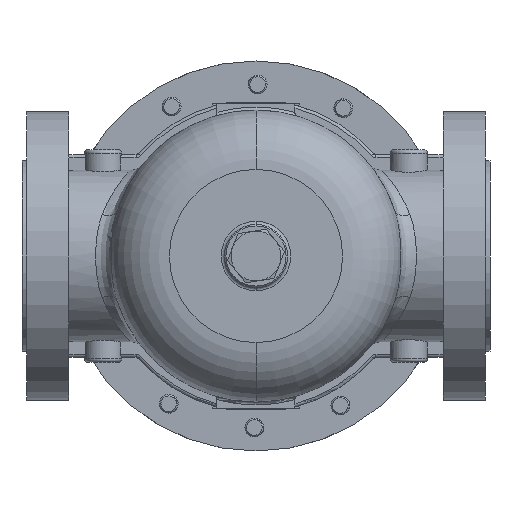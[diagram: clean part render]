
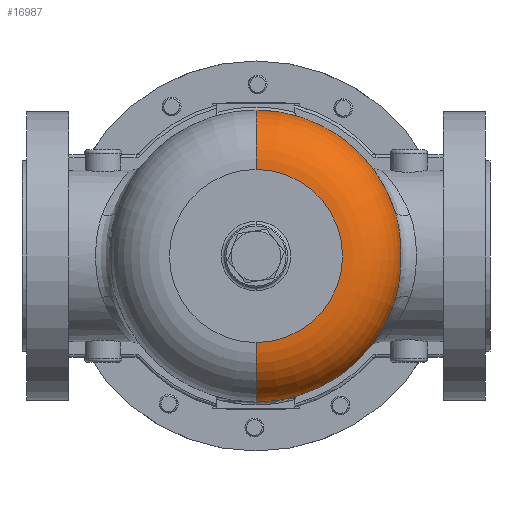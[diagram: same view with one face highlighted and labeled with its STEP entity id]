
A CAD part, front view. The second image highlights one B-rep face of the part: STEP entity #16987.
In plain terms, the highlighted toroidal (fillet/blend) face has major radius 55.5 mm and minor radius 38 mm.
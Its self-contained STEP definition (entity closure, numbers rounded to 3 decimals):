
#135 = ORIENTED_EDGE ( 'NONE', *, *, #12400, .F. ) ;
#175 = DIRECTION ( 'NONE',  ( 0., 0., -1. ) ) ;
#178 = CARTESIAN_POINT ( 'NONE',  ( 92.961, -102.817, -1.199 ) ) ;
#300 = CARTESIAN_POINT ( 'NONE',  ( 91.739, -100.664, -16.992 ) ) ;
#320 = CARTESIAN_POINT ( 'NONE',  ( 0., -134.439, -55.5 ) ) ;
#354 = CARTESIAN_POINT ( 'NONE',  ( 0., -96.439, 55.5 ) ) ;
#820 = CARTESIAN_POINT ( 'NONE',  ( 0., -134.439, 55.5 ) ) ;
#832 = ORIENTED_EDGE ( 'NONE', *, *, #10726, .T. ) ;
#864 = DIRECTION ( 'NONE',  ( 0., 0., 1. ) ) ;
#1199 = ORIENTED_EDGE ( 'NONE', *, *, #8890, .F. ) ;
#1234 = CARTESIAN_POINT ( 'NONE',  ( 89.767, -97.449, -26.142 ) ) ;
#1464 = CARTESIAN_POINT ( 'NONE',  ( 92.96, -102.816, 2.493 ) ) ;
#1652 = CARTESIAN_POINT ( 'NONE',  ( 92.943, -102.784, -2.431 ) ) ;
#1688 = EDGE_CURVE ( 'NONE', #8956, #13614, #1794, .T. ) ;
#1794 = CIRCLE ( 'NONE', #9629, 38. ) ;
#2638 = CARTESIAN_POINT ( 'NONE',  ( 0., -96.439, 93.5 ) ) ;
#2936 = CARTESIAN_POINT ( 'NONE',  ( 92.868, -102.649, -4.901 ) ) ;
#2975 = VERTEX_POINT ( 'NONE', #12008 ) ;
#3685 = CARTESIAN_POINT ( 'NONE',  ( 0., -96.439, -55.5 ) ) ;
#3902 = DIRECTION ( 'NONE',  ( 0., 0., -1. ) ) ;
#4280 = CARTESIAN_POINT ( 'NONE',  ( 92.584, -102.139, -9.823 ) ) ;
#4392 = CARTESIAN_POINT ( 'NONE',  ( 89.11, -96.439, 28.315 ) ) ;
#4462 = CARTESIAN_POINT ( 'NONE',  ( 89.794, -97.478, 26.161 ) ) ;
#4477 = CARTESIAN_POINT ( 'NONE',  ( 0., -134.439, 0. ) ) ;
#4524 = CARTESIAN_POINT ( 'NONE',  ( 92.659, -102.273, 8.611 ) ) ;
#4734 = AXIS2_PLACEMENT_3D ( 'NONE', #9255, #6434, #4941 ) ;
#4798 = ORIENTED_EDGE ( 'NONE', *, *, #14479, .F. ) ;
#4941 = DIRECTION ( 'NONE',  ( 0., 0., -1. ) ) ;
#4963 = CIRCLE ( 'NONE', #8627, 93.5 ) ;
#5523 = DIRECTION ( 'NONE',  ( 0., 1., 0. ) ) ;
#5691 = AXIS2_PLACEMENT_3D ( 'NONE', #15405, #12628, #3902 ) ;
#5755 = CARTESIAN_POINT ( 'NONE',  ( 92.327, -101.686, 12.265 ) ) ;
#5814 = CARTESIAN_POINT ( 'NONE',  ( 91.348, -99.999, -19.33 ) ) ;
#6335 = ORIENTED_EDGE ( 'NONE', *, *, #14040, .T. ) ;
#6434 = DIRECTION ( 'NONE',  ( 0., -1., 0. ) ) ;
#6622 = B_SPLINE_CURVE_WITH_KNOTS ( 'NONE', 3,
 ( #16975, #8272, #1234, #11358, #15665, #5814, #300, #14245, #4280, #12781, #2936, #1652, #178, #1464, #7193, #4524, #10064, #17096, #5755, #8634, #15718, #14310, #13019, #11599, #4462, #4392 ),
 .UNSPECIFIED., .F., .F.,
 ( 4, 2, 2, 2, 2, 2, 2, 2, 2, 2, 2, 2, 4 ),
 ( 0., 0.004, 0.007, 0.015, 0.022, 0.026, 0.03, 0.037, 0.041, 0.043, 0.045, 0.052, 0.06 ),
 .UNSPECIFIED. ) ;
#6804 = CARTESIAN_POINT ( 'NONE',  ( 0., -96.439, -93.5 ) ) ;
#7146 = TOROIDAL_SURFACE ( 'NONE', #4734, 55.5, 38. ) ;
#7193 = CARTESIAN_POINT ( 'NONE',  ( 92.886, -102.68, 4.945 ) ) ;
#7817 = VERTEX_POINT ( 'NONE', #820 ) ;
#8272 = CARTESIAN_POINT ( 'NONE',  ( 89.452, -96.959, -27.238 ) ) ;
#8502 = EDGE_LOOP ( 'NONE', ( #1199, #6335, #135, #14256, #4798, #832 ) ) ;
#8627 = AXIS2_PLACEMENT_3D ( 'NONE', #14020, #5523, #15437 ) ;
#8634 = CARTESIAN_POINT ( 'NONE',  ( 92.191, -101.448, 13.474 ) ) ;
#8677 = CARTESIAN_POINT ( 'NONE',  ( 89.11, -96.439, 28.315 ) ) ;
#8693 = DIRECTION ( 'NONE',  ( 1., 0., 0. ) ) ;
#8779 = DIRECTION ( 'NONE',  ( 0., 0., -1. ) ) ;
#8890 = EDGE_CURVE ( 'NONE', #17443, #13089, #12849, .T. ) ;
#8956 = VERTEX_POINT ( 'NONE', #6804 ) ;
#9255 = CARTESIAN_POINT ( 'NONE',  ( 0., -96.439, 0. ) ) ;
#9330 = DIRECTION ( 'NONE',  ( -1., 0., 0. ) ) ;
#9629 = AXIS2_PLACEMENT_3D ( 'NONE', #3685, #9330, #864 ) ;
#10064 = CARTESIAN_POINT ( 'NONE',  ( 92.564, -102.103, 9.83 ) ) ;
#10547 = AXIS2_PLACEMENT_3D ( 'NONE', #354, #8693, #175 ) ;
#10726 = EDGE_CURVE ( 'NONE', #2975, #13089, #6622, .T. ) ;
#11358 = CARTESIAN_POINT ( 'NONE',  ( 90.35, -98.37, -23.911 ) ) ;
#11599 = CARTESIAN_POINT ( 'NONE',  ( 90.368, -98.394, 23.945 ) ) ;
#12008 = CARTESIAN_POINT ( 'NONE',  ( 89.11, -96.439, -28.315 ) ) ;
#12400 = EDGE_CURVE ( 'NONE', #13614, #7817, #16487, .T. ) ;
#12628 = DIRECTION ( 'NONE',  ( 0., 1., 0. ) ) ;
#12781 = CARTESIAN_POINT ( 'NONE',  ( 92.811, -102.547, -6.141 ) ) ;
#12849 = CIRCLE ( 'NONE', #5691, 93.5 ) ;
#13019 = CARTESIAN_POINT ( 'NONE',  ( 91.335, -99.977, 19.396 ) ) ;
#13089 = VERTEX_POINT ( 'NONE', #8677 ) ;
#13478 = AXIS2_PLACEMENT_3D ( 'NONE', #4477, #17109, #8779 ) ;
#13614 = VERTEX_POINT ( 'NONE', #320 ) ;
#13686 = CIRCLE ( 'NONE', #10547, 38. ) ;
#14020 = CARTESIAN_POINT ( 'NONE',  ( 0., -96.439, 0. ) ) ;
#14034 = FACE_OUTER_BOUND ( 'NONE', #8502, .T. ) ;
#14040 = EDGE_CURVE ( 'NONE', #17443, #7817, #13686, .T. ) ;
#14245 = CARTESIAN_POINT ( 'NONE',  ( 92.357, -101.734, -12.239 ) ) ;
#14256 = ORIENTED_EDGE ( 'NONE', *, *, #1688, .F. ) ;
#14310 = CARTESIAN_POINT ( 'NONE',  ( 91.728, -100.645, 17.063 ) ) ;
#14479 = EDGE_CURVE ( 'NONE', #2975, #8956, #4963, .T. ) ;
#15405 = CARTESIAN_POINT ( 'NONE',  ( 0., -96.439, 0. ) ) ;
#15437 = DIRECTION ( 'NONE',  ( 0., 0., -1. ) ) ;
#15665 = CARTESIAN_POINT ( 'NONE',  ( 90.618, -98.802, -22.774 ) ) ;
#15718 = CARTESIAN_POINT ( 'NONE',  ( 92.118, -101.321, 14.076 ) ) ;
#16487 = CIRCLE ( 'NONE', #13478, 55.5 ) ;
#16975 = CARTESIAN_POINT ( 'NONE',  ( 89.11, -96.439, -28.315 ) ) ;
#16987 = ADVANCED_FACE ( 'NONE', ( #14034 ), #7146, .T. ) ;
#17096 = CARTESIAN_POINT ( 'NONE',  ( 92.39, -101.797, 11.656 ) ) ;
#17109 = DIRECTION ( 'NONE',  ( 0., -1., 0. ) ) ;
#17443 = VERTEX_POINT ( 'NONE', #2638 ) ;
